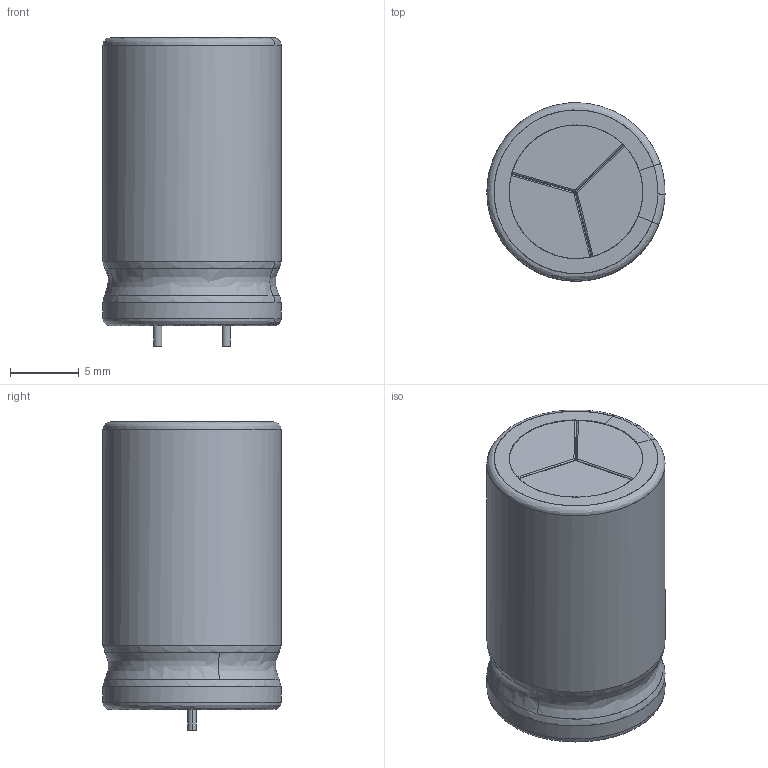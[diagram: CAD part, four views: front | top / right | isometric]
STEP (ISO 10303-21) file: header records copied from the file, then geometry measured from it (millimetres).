
FILE_DESCRIPTION(/* description */ (''),/* implementation_level */ '2;1');
FILE_NAME(/* name */ 'TH1905~1',/* time_stamp */ '2017-04-05T11:15:44+03:00',/* author */ (''),/* organization */ (''),/* preprocessor_version */ 'ST-DEVELOPER v15',/* originating_system */ '',/* authorisation */ '');
FILE_SCHEMA (('AUTOMOTIVE_DESIGN'));
Length unit declared in the file: millimetre
Products named in the file (13): User Library-Cap electrolitic radial 13x21; User Library-Cap electrolitic radial 13x21_Bottom; Block 01; User Library-Cap electrolitic radial 13x21_Case; Block 02; User Library-Cap electrolitic radial 13x21_Minus; Block 03; User Library-Cap electrolitic radial 13x21_Top; Block 04; User Library-Cap electrolitic radial 13x21_Pins; Block 05; Block 06; Block 07
Assembly tree (12 placements, depth 3):
  User Library-Cap electrolitic radial 13x21
    User Library-Cap electrolitic radial 13x21_Bottom
      Block 01
    User Library-Cap electrolitic radial 13x21_Case
      Block 02
    User Library-Cap electrolitic radial 13x21_Minus
      Block 03
    User Library-Cap electrolitic radial 13x21_Top
      Block 04
    User Library-Cap electrolitic radial 13x21_Pins
      Block 05
      Block 06
      Block 07
Bounding box: 13 x 13 x 22.5 mm (x, y, z)
Surface area: 2101.2 mm2 (no closed solid volume)
Topology: 0 solids, 69 shells, 69 faces, 328 edges, 322 vertices
Faces by surface type: bspline 48, plane 21
Entity records: 5623 total; most frequent: CARTESIAN_POINT 3132, ORIENTED_EDGE 322, EDGE_CURVE 322, VERTEX_POINT 322, B_SPLINE_CURVE_WITH_KNOTS 151, DIRECTION 85, EDGE_LOOP 71, COLOUR_RGB 69
